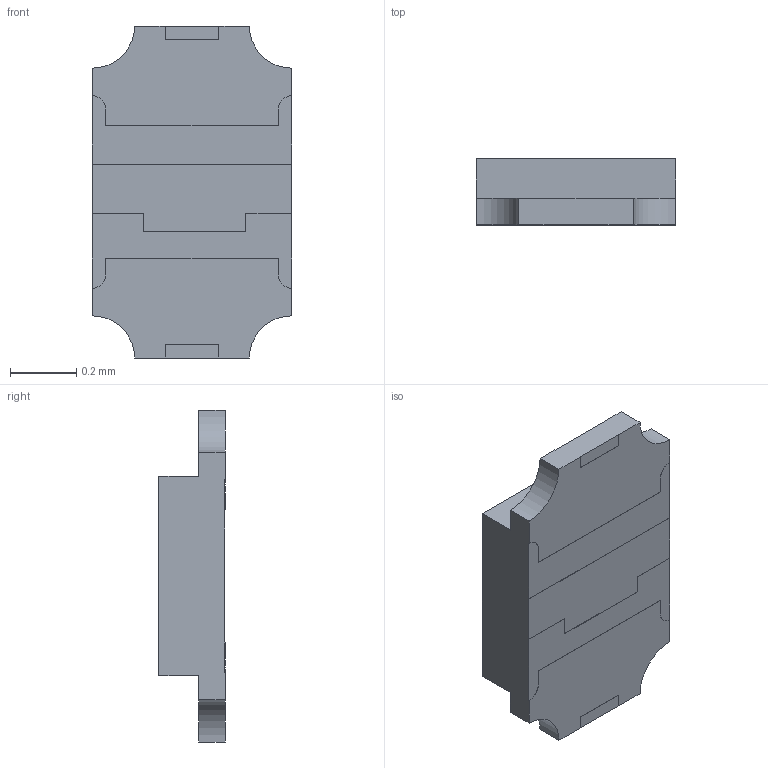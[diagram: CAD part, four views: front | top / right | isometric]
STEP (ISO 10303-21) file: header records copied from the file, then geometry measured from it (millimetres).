
FILE_DESCRIPTION((''),'2;1');
FILE_NAME('5973XX750XF','2016-02-09T',('Patelv'),(''),'PRO/ENGINEER BY PARAMETRIC TECHNOLOGY CORPORATION, 2014000','PRO/ENGINEER BY PARAMETRIC TECHNOLOGY CORPORATION, 2014000','');
FILE_SCHEMA(('CONFIG_CONTROL_DESIGN'));
Length unit declared in the file: inch
Products named in the file (1): 5973XX750XF
Bounding box: 0.6 x 0.2 x 1 mm (x, y, z)
Volume: 0.1 mm3; surface area: 1.6 mm2
Topology: 1 solids, 1 shells, 70 faces, 200 edges, 132 vertices
Faces by surface type: plane 58, cylinder 12
Entity records: 2296 total; most frequent: CARTESIAN_POINT 402, ORIENTED_EDGE 400, DIRECTION 364, EDGE_CURVE 200, VECTOR 176, LINE 176, VERTEX_POINT 132, AXIS2_PLACEMENT_3D 94
